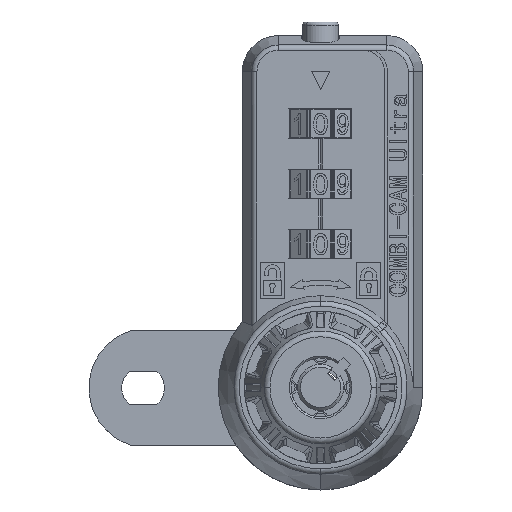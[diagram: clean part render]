
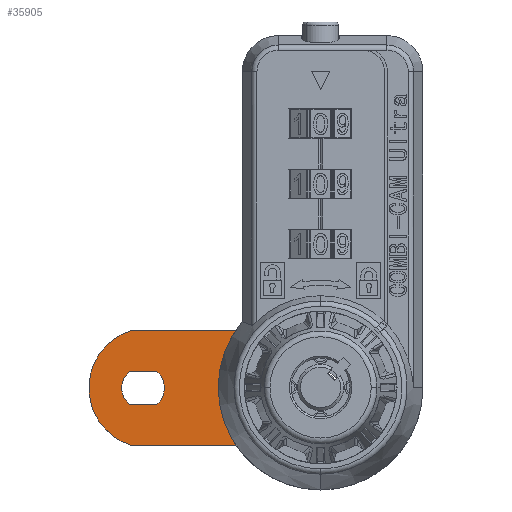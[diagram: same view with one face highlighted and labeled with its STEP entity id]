
A CAD part, top view. The second image highlights one B-rep face of the part: STEP entity #35905.
In plain terms, the highlighted planar face has unit normal (0, 0, 1).
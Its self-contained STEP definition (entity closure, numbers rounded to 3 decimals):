
#23 = EDGE_CURVE ( 'NONE', #24964, #29206, #10129, .T. ) ;
#111 = AXIS2_PLACEMENT_3D ( 'NONE', #15989, #42587, #19796 ) ;
#253 = LINE ( 'NONE', #36267, #30487 ) ;
#270 = CIRCLE ( 'NONE', #33015, 3.55 ) ;
#1191 = LINE ( 'NONE', #31652, #2410 ) ;
#2410 = VECTOR ( 'NONE', #27812, 1000. ) ;
#2719 = CARTESIAN_POINT ( 'NONE',  ( -2.75, 2.245, -30.6 ) ) ;
#2759 = ORIENTED_EDGE ( 'NONE', *, *, #38306, .T. ) ;
#3298 = EDGE_LOOP ( 'NONE', ( #5471, #24883, #2759, #15015 ) ) ;
#4106 = CARTESIAN_POINT ( 'NONE',  ( 0., 0., -30.6 ) ) ;
#4210 = DIRECTION ( 'NONE',  ( 0., 0., 1. ) ) ;
#4222 = ORIENTED_EDGE ( 'NONE', *, *, #37556, .F. ) ;
#5471 = ORIENTED_EDGE ( 'NONE', *, *, #42664, .T. ) ;
#5577 = CARTESIAN_POINT ( 'NONE',  ( -28.5, 0., -30.6 ) ) ;
#6272 = ORIENTED_EDGE ( 'NONE', *, *, #23, .F. ) ;
#6365 = VECTOR ( 'NONE', #16727, 1000. ) ;
#6987 = VERTEX_POINT ( 'NONE', #43599 ) ;
#7398 = CIRCLE ( 'NONE', #42250, 3.55 ) ;
#7450 = DIRECTION ( 'NONE',  ( 0., 0., 1. ) ) ;
#7836 = DIRECTION ( 'NONE',  ( 0., 1., 0. ) ) ;
#7894 = DIRECTION ( 'NONE',  ( 0., 1., 0. ) ) ;
#9399 = DIRECTION ( 'NONE',  ( 0., 1., 0. ) ) ;
#10129 = LINE ( 'NONE', #44487, #18912 ) ;
#10566 = VERTEX_POINT ( 'NONE', #39091 ) ;
#10612 = EDGE_CURVE ( 'NONE', #10566, #29478, #1191, .T. ) ;
#10740 = CARTESIAN_POINT ( 'NONE',  ( -1., 0., -30.6 ) ) ;
#12781 = EDGE_LOOP ( 'NONE', ( #6272, #20873, #41963, #4222 ) ) ;
#13180 = CARTESIAN_POINT ( 'NONE',  ( -31.745, 2.75, -30.6 ) ) ;
#13443 = AXIS2_PLACEMENT_3D ( 'NONE', #10740, #37226, #14516 ) ;
#13825 = CIRCLE ( 'NONE', #13443, 10. ) ;
#14516 = DIRECTION ( 'NONE',  ( 0., 1., 0. ) ) ;
#14545 = DIRECTION ( 'NONE',  ( -1., 0., 0. ) ) ;
#14850 = EDGE_CURVE ( 'NONE', #47714, #6987, #43546, .T. ) ;
#15015 = ORIENTED_EDGE ( 'NONE', *, *, #37771, .T. ) ;
#15157 = VERTEX_POINT ( 'NONE', #29909 ) ;
#15738 = VERTEX_POINT ( 'NONE', #27114 ) ;
#15989 = CARTESIAN_POINT ( 'NONE',  ( -29.5, 0., -30.6 ) ) ;
#16727 = DIRECTION ( 'NONE',  ( 0., -1., 0. ) ) ;
#16814 = CIRCLE ( 'NONE', #21979, 3.55 ) ;
#16920 = FACE_BOUND ( 'NONE', #29328, .T. ) ;
#17317 = DIRECTION ( 'NONE',  ( -1., 0., 0. ) ) ;
#17776 = ORIENTED_EDGE ( 'NONE', *, *, #21719, .F. ) ;
#18447 = EDGE_CURVE ( 'NONE', #25843, #15738, #46604, .T. ) ;
#18456 = CARTESIAN_POINT ( 'NONE',  ( -27.255, 2.75, -30.6 ) ) ;
#18785 = CARTESIAN_POINT ( 'NONE',  ( -31.745, -2.75, -30.6 ) ) ;
#18912 = VECTOR ( 'NONE', #20567, 1000. ) ;
#19059 = CARTESIAN_POINT ( 'NONE',  ( 2.122, -9.5, -30.6 ) ) ;
#19550 = DIRECTION ( 'NONE',  ( 0., 1., 0. ) ) ;
#19796 = DIRECTION ( 'NONE',  ( 0., 1., 0. ) ) ;
#20300 = VERTEX_POINT ( 'NONE', #13180 ) ;
#20353 = CARTESIAN_POINT ( 'NONE',  ( -2.75, 2.245, -30.6 ) ) ;
#20567 = DIRECTION ( 'NONE',  ( 1., 0., 0. ) ) ;
#20873 = ORIENTED_EDGE ( 'NONE', *, *, #32211, .F. ) ;
#21253 = CARTESIAN_POINT ( 'NONE',  ( -27.255, 2.75, -30.6 ) ) ;
#21719 = EDGE_CURVE ( 'NONE', #6987, #25843, #7398, .T. ) ;
#21979 = AXIS2_PLACEMENT_3D ( 'NONE', #30160, #7450, #33938 ) ;
#22145 = VECTOR ( 'NONE', #19550, 1000. ) ;
#22858 = CARTESIAN_POINT ( 'NONE',  ( -28.5, 0., -30.6 ) ) ;
#23240 = AXIS2_PLACEMENT_3D ( 'NONE', #5577, #32101, #9399 ) ;
#23904 = ORIENTED_EDGE ( 'NONE', *, *, #18447, .F. ) ;
#24565 = CARTESIAN_POINT ( 'NONE',  ( 2.75, -2.245, -30.6 ) ) ;
#24883 = ORIENTED_EDGE ( 'NONE', *, *, #10612, .T. ) ;
#24964 = VERTEX_POINT ( 'NONE', #18785 ) ;
#25843 = VERTEX_POINT ( 'NONE', #2719 ) ;
#26538 = PLANE ( 'NONE',  #35285 ) ;
#26852 = CARTESIAN_POINT ( 'NONE',  ( -29.5, 0., -30.6 ) ) ;
#27009 = FACE_OUTER_BOUND ( 'NONE', #3298, .T. ) ;
#27114 = CARTESIAN_POINT ( 'NONE',  ( -2.75, -2.245, -30.6 ) ) ;
#27812 = DIRECTION ( 'NONE',  ( 1., 0., 0. ) ) ;
#29206 = VERTEX_POINT ( 'NONE', #47172 ) ;
#29328 = EDGE_LOOP ( 'NONE', ( #23904, #17776, #37820, #31014 ) ) ;
#29478 = VERTEX_POINT ( 'NONE', #19059 ) ;
#29909 = CARTESIAN_POINT ( 'NONE',  ( 2.122, 9.5, -30.6 ) ) ;
#30160 = CARTESIAN_POINT ( 'NONE',  ( 0., 0., -30.6 ) ) ;
#30487 = VECTOR ( 'NONE', #17317, 1000. ) ;
#30557 = DIRECTION ( 'NONE',  ( 0., 0., 1. ) ) ;
#30614 = DIRECTION ( 'NONE',  ( 0., 0., 1. ) ) ;
#30743 = DIRECTION ( 'NONE',  ( 0., 1., 0. ) ) ;
#30762 = EDGE_CURVE ( 'NONE', #15738, #47714, #16814, .T. ) ;
#31014 = ORIENTED_EDGE ( 'NONE', *, *, #30762, .F. ) ;
#31323 = CARTESIAN_POINT ( 'NONE',  ( -31.622, 9.5, -30.6 ) ) ;
#31652 = CARTESIAN_POINT ( 'NONE',  ( -31.622, -9.5, -30.6 ) ) ;
#32101 = DIRECTION ( 'NONE',  ( 0., 0., 1. ) ) ;
#32127 = LINE ( 'NONE', #18456, #42163 ) ;
#32211 = EDGE_CURVE ( 'NONE', #20300, #24964, #270, .T. ) ;
#33015 = AXIS2_PLACEMENT_3D ( 'NONE', #26852, #4210, #30743 ) ;
#33938 = DIRECTION ( 'NONE',  ( 0., 1., 0. ) ) ;
#34332 = EDGE_CURVE ( 'NONE', #44711, #20300, #32127, .T. ) ;
#35285 = AXIS2_PLACEMENT_3D ( 'NONE', #22858, #30557, #7836 ) ;
#35905 = ADVANCED_FACE ( 'NONE', ( #27009, #45993, #16920 ), #26538, .T. ) ;
#36267 = CARTESIAN_POINT ( 'NONE',  ( -31.622, 9.5, -30.6 ) ) ;
#37226 = DIRECTION ( 'NONE',  ( 0., 0., 1. ) ) ;
#37556 = EDGE_CURVE ( 'NONE', #29206, #44711, #37596, .T. ) ;
#37596 = CIRCLE ( 'NONE', #111, 3.55 ) ;
#37771 = EDGE_CURVE ( 'NONE', #15157, #47183, #253, .T. ) ;
#37820 = ORIENTED_EDGE ( 'NONE', *, *, #14850, .F. ) ;
#38306 = EDGE_CURVE ( 'NONE', #29478, #15157, #13825, .T. ) ;
#39091 = CARTESIAN_POINT ( 'NONE',  ( -31.622, -9.5, -30.6 ) ) ;
#39307 = CIRCLE ( 'NONE', #23240, 10. ) ;
#41522 = CARTESIAN_POINT ( 'NONE',  ( 2.75, -2.245, -30.6 ) ) ;
#41963 = ORIENTED_EDGE ( 'NONE', *, *, #34332, .F. ) ;
#42163 = VECTOR ( 'NONE', #14545, 1000. ) ;
#42250 = AXIS2_PLACEMENT_3D ( 'NONE', #4106, #30614, #7894 ) ;
#42587 = DIRECTION ( 'NONE',  ( 0., 0., 1. ) ) ;
#42664 = EDGE_CURVE ( 'NONE', #47183, #10566, #39307, .T. ) ;
#43546 = LINE ( 'NONE', #41522, #22145 ) ;
#43599 = CARTESIAN_POINT ( 'NONE',  ( 2.75, 2.245, -30.6 ) ) ;
#44487 = CARTESIAN_POINT ( 'NONE',  ( -31.745, -2.75, -30.6 ) ) ;
#44711 = VERTEX_POINT ( 'NONE', #21253 ) ;
#45993 = FACE_BOUND ( 'NONE', #12781, .T. ) ;
#46604 = LINE ( 'NONE', #20353, #6365 ) ;
#47172 = CARTESIAN_POINT ( 'NONE',  ( -27.255, -2.75, -30.6 ) ) ;
#47183 = VERTEX_POINT ( 'NONE', #31323 ) ;
#47714 = VERTEX_POINT ( 'NONE', #24565 ) ;
